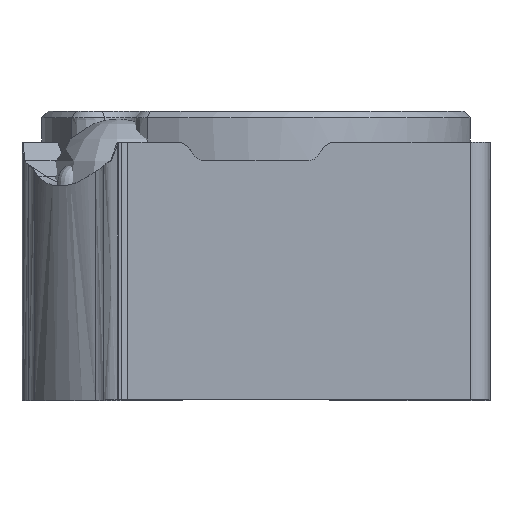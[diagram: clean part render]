
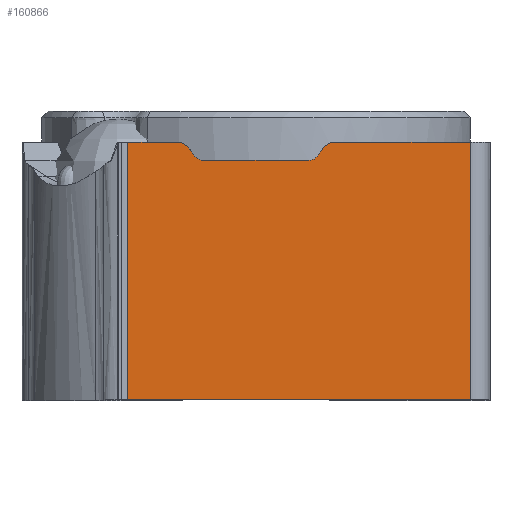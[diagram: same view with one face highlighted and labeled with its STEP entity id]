
A CAD part, front view. The second image highlights one B-rep face of the part: STEP entity #160866.
In plain terms, the highlighted free-form (B-spline) face has degree [1, 1] with [2, 2] control points.
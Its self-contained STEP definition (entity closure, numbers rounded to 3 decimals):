
#4944=CARTESIAN_POINT('',(-0.428,-1.9,-0.4));
#4945=VERTEX_POINT('',#4944);
#4953=CARTESIAN_POINT('',(0.428,-1.9,-0.4));
#4954=VERTEX_POINT('',#4953);
#4955=CARTESIAN_POINT('',(-0.428,-1.9,-0.4));
#4956=CARTESIAN_POINT('',(0.428,-1.9,-0.4));
#4957=B_SPLINE_CURVE_WITH_KNOTS('',1,(#4955,#4956),.POLYLINE_FORM.,.F.,.U.,(2,2),(0.408,0.592),.UNSPECIFIED.);
#4958=EDGE_CURVE('',#4945,#4954,#4957,.T.);
#5343=CARTESIAN_POINT('',(1.75,-1.9,-0.25));
#5344=VERTEX_POINT('',#5343);
#5375=CARTESIAN_POINT('',(0.657,-1.9,-0.25));
#5376=VERTEX_POINT('',#5375);
#5382=CARTESIAN_POINT('',(0.657,-1.9,-0.25));
#5383=CARTESIAN_POINT('',(1.75,-1.9,-0.25));
#5384=B_SPLINE_CURVE_WITH_KNOTS('',1,(#5382,#5383),.POLYLINE_FORM.,.F.,.U.,(2,2),(0.673,0.961),.UNSPECIFIED.);
#5385=EDGE_CURVE('',#5376,#5344,#5384,.T.);
#5524=CARTESIAN_POINT('',(-1.121,-1.9,-0.25));
#5525=VERTEX_POINT('',#5524);
#5532=CARTESIAN_POINT('',(-0.657,-1.9,-0.25));
#5533=VERTEX_POINT('',#5532);
#5534=CARTESIAN_POINT('',(-1.121,-1.9,-0.25));
#5535=CARTESIAN_POINT('',(-0.657,-1.9,-0.25));
#5536=B_SPLINE_CURVE_WITH_KNOTS('',1,(#5534,#5535),.POLYLINE_FORM.,.F.,.U.,(2,2),(0.205,0.327),.UNSPECIFIED.);
#5537=EDGE_CURVE('',#5525,#5533,#5536,.T.);
#6478=CARTESIAN_POINT('',(0.52,-1.9,-0.34));
#6479=VERTEX_POINT('',#6478);
#6487=CARTESIAN_POINT('',(0.52,-1.9,-0.34));
#6488=CARTESIAN_POINT('',(0.493,-1.9,-0.4));
#6489=CARTESIAN_POINT('',(0.428,-1.9,-0.4));
#6490=(BOUNDED_CURVE()B_SPLINE_CURVE(2,(#6487,#6488,#6489),.CIRCULAR_ARC.,.F.,.U.)B_SPLINE_CURVE_WITH_KNOTS((3,3),(0.076,1.),.UNSPECIFIED.)CURVE()GEOMETRIC_REPRESENTATION_ITEM()RATIONAL_B_SPLINE_CURVE((0.974,0.826,1.))REPRESENTATION_ITEM(''));
#6491=EDGE_CURVE('',#6479,#4954,#6490,.T.);
#6510=CARTESIAN_POINT('',(-0.52,-1.9,-0.34));
#6511=VERTEX_POINT('',#6510);
#6526=CARTESIAN_POINT('',(-0.428,-1.9,-0.4));
#6527=CARTESIAN_POINT('',(-0.493,-1.9,-0.4));
#6528=CARTESIAN_POINT('',(-0.52,-1.9,-0.34));
#6529=(BOUNDED_CURVE()B_SPLINE_CURVE(2,(#6526,#6527,#6528),.CIRCULAR_ARC.,.F.,.U.)B_SPLINE_CURVE_WITH_KNOTS((3,3),(0.,0.924),.UNSPECIFIED.)CURVE()GEOMETRIC_REPRESENTATION_ITEM()RATIONAL_B_SPLINE_CURVE((1.,0.826,0.974))REPRESENTATION_ITEM(''));
#6530=EDGE_CURVE('',#4945,#6511,#6529,.T.);
#160495=CARTESIAN_POINT('',(0.52,-1.9,-0.34));
#160496=CARTESIAN_POINT('',(0.559,-1.9,-0.25));
#160497=CARTESIAN_POINT('',(0.657,-1.9,-0.25));
#160498=(BOUNDED_CURVE()B_SPLINE_CURVE(2,(#160495,#160496,#160497),.UNSPECIFIED.,.F.,.U.)B_SPLINE_CURVE_WITH_KNOTS((3,3),(0.,1.),.UNSPECIFIED.)CURVE()GEOMETRIC_REPRESENTATION_ITEM()RATIONAL_B_SPLINE_CURVE((1.,0.837,1.))REPRESENTATION_ITEM(''));
#160499=EDGE_CURVE('',#6479,#5376,#160498,.T.);
#160559=CARTESIAN_POINT('',(-0.52,-1.9,-0.34));
#160560=CARTESIAN_POINT('',(-0.559,-1.9,-0.25));
#160561=CARTESIAN_POINT('',(-0.657,-1.9,-0.25));
#160562=(BOUNDED_CURVE()B_SPLINE_CURVE(2,(#160559,#160560,#160561),.UNSPECIFIED.,.F.,.U.)B_SPLINE_CURVE_WITH_KNOTS((3,3),(0.,1.),.UNSPECIFIED.)CURVE()GEOMETRIC_REPRESENTATION_ITEM()RATIONAL_B_SPLINE_CURVE((1.,0.837,1.))REPRESENTATION_ITEM(''));
#160563=EDGE_CURVE('',#6511,#5533,#160562,.T.);
#160683=CARTESIAN_POINT('',(-1.121,-1.9,-2.35));
#160684=VERTEX_POINT('',#160683);
#160691=CARTESIAN_POINT('',(1.75,-1.9,-2.35));
#160692=VERTEX_POINT('',#160691);
#160693=CARTESIAN_POINT('',(-1.121,-1.9,-2.35));
#160694=CARTESIAN_POINT('',(1.75,-1.9,-2.35));
#160695=B_SPLINE_CURVE_WITH_KNOTS('',1,(#160693,#160694),.POLYLINE_FORM.,.F.,.U.,(2,2),(0.205,0.961),.UNSPECIFIED.);
#160696=EDGE_CURVE('',#160684,#160692,#160695,.T.);
#160841=CARTESIAN_POINT('',(-1.9,-1.9,-0.25));
#160842=CARTESIAN_POINT('',(-1.9,-1.9,-2.35));
#160843=CARTESIAN_POINT('',(1.9,-1.9,-0.25));
#160844=CARTESIAN_POINT('',(1.9,-1.9,-2.35));
#160845=B_SPLINE_SURFACE_WITH_KNOTS('',1,1,((#160841,#160842),(#160843,#160844)),.PLANE_SURF.,.F.,.F.,.U.,(2,2),(2,2),(0.,1.),(0.,1.),.UNSPECIFIED.);
#160846=CARTESIAN_POINT('',(-1.121,-1.9,-0.25));
#160847=CARTESIAN_POINT('',(-1.121,-1.9,-2.35));
#160848=B_SPLINE_CURVE_WITH_KNOTS('',1,(#160846,#160847),.POLYLINE_FORM.,.F.,.U.,(2,2),(0.,1.),.UNSPECIFIED.);
#160849=EDGE_CURVE('',#5525,#160684,#160848,.T.);
#160850=ORIENTED_EDGE('',*,*,#160849,.F.);
#160851=ORIENTED_EDGE('',*,*,#5537,.T.);
#160852=ORIENTED_EDGE('',*,*,#160563,.F.);
#160853=ORIENTED_EDGE('',*,*,#6530,.F.);
#160854=ORIENTED_EDGE('',*,*,#4958,.T.);
#160855=ORIENTED_EDGE('',*,*,#6491,.F.);
#160856=ORIENTED_EDGE('',*,*,#160499,.T.);
#160857=ORIENTED_EDGE('',*,*,#5385,.T.);
#160858=CARTESIAN_POINT('',(1.75,-1.9,-0.25));
#160859=CARTESIAN_POINT('',(1.75,-1.9,-2.35));
#160860=B_SPLINE_CURVE_WITH_KNOTS('',1,(#160858,#160859),.POLYLINE_FORM.,.F.,.U.,(2,2),(0.,1.),.UNSPECIFIED.);
#160861=EDGE_CURVE('',#5344,#160692,#160860,.T.);
#160862=ORIENTED_EDGE('',*,*,#160861,.T.);
#160863=ORIENTED_EDGE('',*,*,#160696,.F.);
#160864=EDGE_LOOP('',(#160850,#160851,#160852,#160853,#160854,#160855,#160856,#160857,#160862,#160863));
#160865=FACE_OUTER_BOUND('',#160864,.F.);
#160866=ADVANCED_FACE('',(#160865),#160845,.F.);
